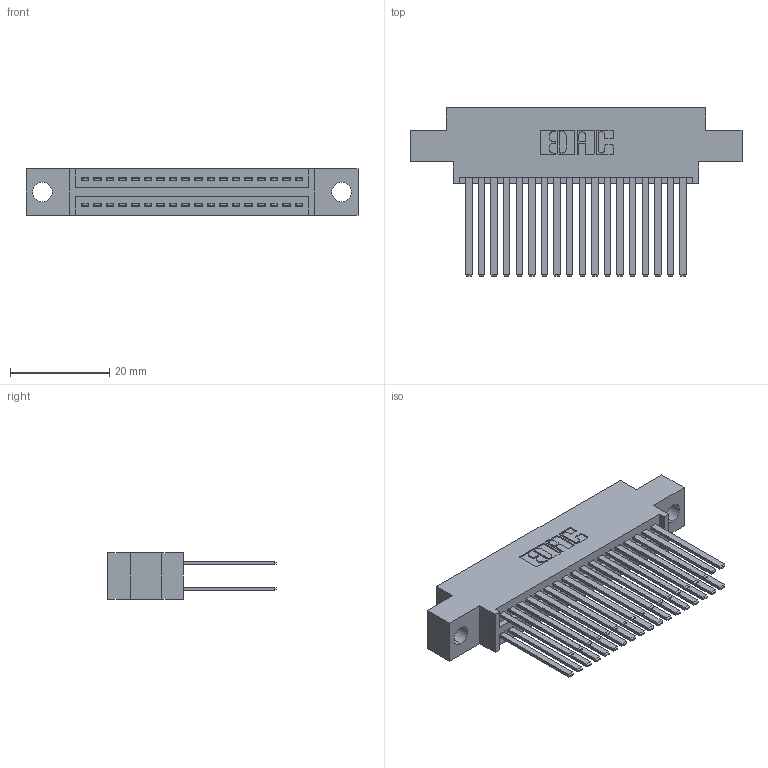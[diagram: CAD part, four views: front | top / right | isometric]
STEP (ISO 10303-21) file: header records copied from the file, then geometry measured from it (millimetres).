
FILE_DESCRIPTION (( 'STEP AP203' ), '1' );
FILE_NAME ('395-036-544-804.STEP', '2018-11-13T20:44:41', ( '' ), ( '' ), 'SwSTEP 2.0', 'SolidWorks 2016', '' );
FILE_SCHEMA (( 'CONFIG_CONTROL_DESIGN' ));
Length unit declared in the file: inch
Products named in the file (3): 395-036-544-804; 345 Part_0.170 Offset - 0.156 Dia-TH; 345-292-001_345-293-144
Assembly tree (37 placements, depth 2):
  395-036-544-804
    345 Part_0.170 Offset - 0.156 Dia-TH
    345-292-001_345-293-144  x36
Bounding box: 66.93 x 33.96 x 9.4 mm (x, y, z)
Volume: 6582.2 mm3; surface area: 10702.5 mm2
Topology: 37 solids, 37 shells, 1714 faces, 5069 edges, 3330 vertices
Faces by surface type: plane 1128, cylinder 586
Entity records: 17305 total; most frequent: CARTESIAN_POINT 2924, ORIENTED_EDGE 2858, DIRECTION 2605, EDGE_CURVE 1429, VECTOR 1229, LINE 1229, VERTEX_POINT 950, AXIS2_PLACEMENT_3D 688
